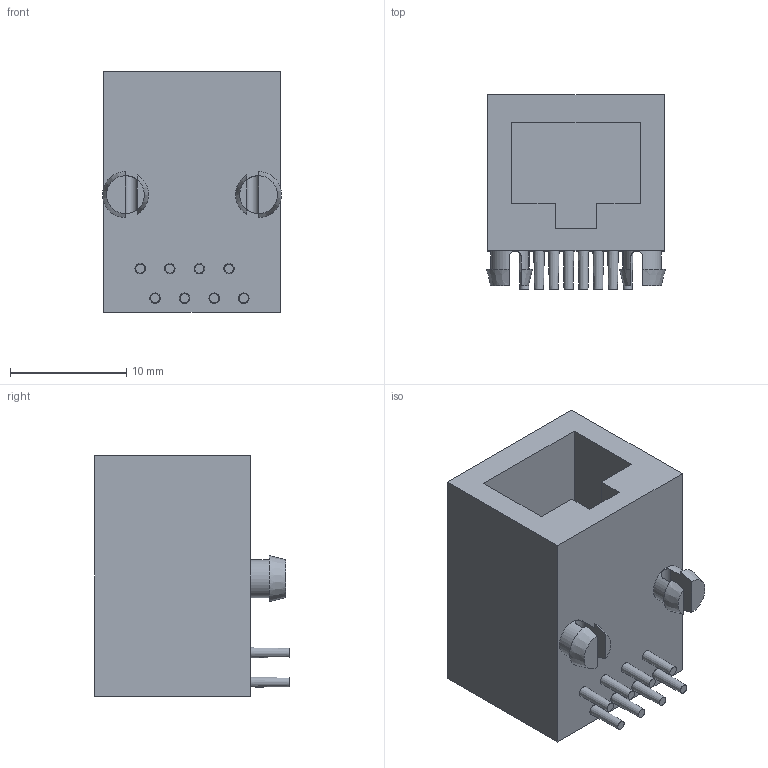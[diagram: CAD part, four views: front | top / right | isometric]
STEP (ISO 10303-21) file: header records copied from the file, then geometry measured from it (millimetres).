
FILE_DESCRIPTION(/* description */ ('STEP AP242','CAx-IF Rec.Pracs.---Representation and Presentation of Product Manufacturing Information (PMI)---4.0---2014-10-13','CAx-IF Rec.Pracs.---3D Tessellated Geometry---0.4---2014-09-14','2;1'),/* implementation_level */ '2;1');
FILE_NAME(/* name */ '67fc92a1718c922f17abe957',/* time_stamp */ '2025-04-14T04:44:18Z',/* author */ (''),/* organization */ (''),/* preprocessor_version */ 'ST-DEVELOPER v20',/* originating_system */ 'ONSHAPE BY PTC INC, 1.196',/* authorisation */ ' ');
FILE_SCHEMA (('AP242_MANAGED_MODEL_BASED_3D_ENGINEERING_MIM_LF { 1 0 10303 442 1 1 4 }'));
Length unit declared in the file: metre
Products named in the file (9): Part 1; Part 5; Part 8; Part 9; Part 2; Part 3; Part 6; Part 4; Part 7
Bounding box: 15.37 x 16.7 x 20.64 mm (x, y, z)
Volume: 2714 mm3; surface area: 2483.5 mm2
Topology: 9 solids, 9 shells, 61 faces, 116 edges, 76 vertices
Faces by surface type: plane 43, cone 12, cylinder 6
Entity records: 1725 total; most frequent: CARTESIAN_POINT 290, DIRECTION 268, ORIENTED_EDGE 216, EDGE_CURVE 108, AXIS2_PLACEMENT_3D 102, VERTEX_POINT 76, EDGE_LOOP 72, FACE_BOUND 72
